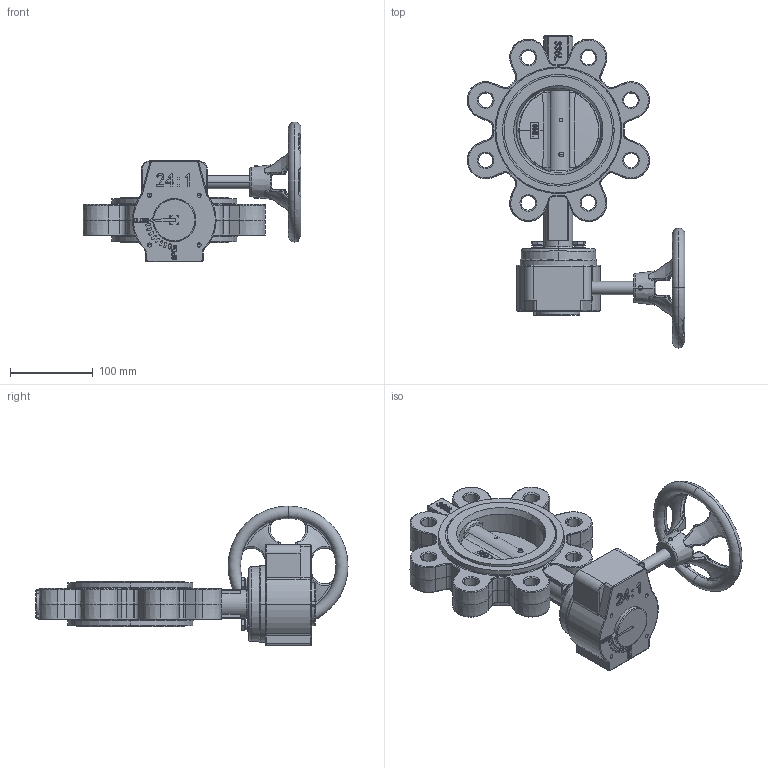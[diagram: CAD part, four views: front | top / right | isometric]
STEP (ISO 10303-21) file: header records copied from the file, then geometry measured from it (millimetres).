
FILE_DESCRIPTION (( 'STEP AP203' ), '1' );
FILE_NAME ('L9 DN100 + RM PN25.STEP', '2023-11-21T07:14:57', ( '' ), ( '' ), 'SwSTEP 2.0', 'SolidWorks 2023', '' );
FILE_SCHEMA (( 'CONFIG_CONTROL_DESIGN' ));
Products named in the file (1): L9 DN100 + RM PN25
Bounding box: 263.27 x 377.3 x 169 mm (x, y, z)
Volume: 2032680.6 mm3; surface area: 284262.5 mm2
Topology: 1 solids, 11 shells, 1608 faces, 3993 edges, 2440 vertices
Faces by surface type: plane 595, bspline 288, cylinder 285, cone 214, torus 190, sphere 36
Entity records: 76489 total; most frequent: CARTESIAN_POINT 40166, ORIENTED_EDGE 7870, DIRECTION 7058, EDGE_CURVE 3935, AXIS2_PLACEMENT_3D 2616, VERTEX_POINT 2440, LINE 1826, VECTOR 1826
